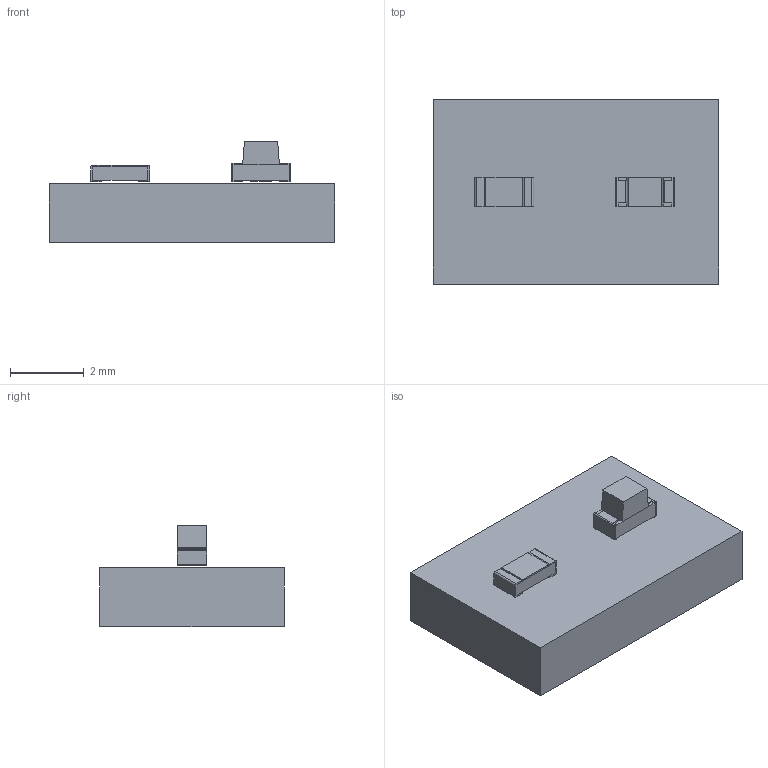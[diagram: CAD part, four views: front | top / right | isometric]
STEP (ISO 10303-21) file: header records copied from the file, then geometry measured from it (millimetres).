
FILE_DESCRIPTION(('KiCad electronic assembly'),'2;1');
FILE_NAME('openSourceProject-3D.step','2024-10-15T12:13:54',('Pcbnew'),( 'Kicad'),'Open CASCADE STEP processor 7.6','KiCad to STEP converter' ,'Unknown');
FILE_SCHEMA(('AUTOMOTIVE_DESIGN { 1 0 10303 214 1 1 1 1 }'));
Length unit declared in the file: millimetre
Products named in the file (6): openSourceProject-3D 1; LED_0603_1608Metric; R_0603_1608Metric; kibot_kx9a3z6y_PCB
Assembly tree (5 placements, depth 3):
  openSourceProject-3D 1
    LED_0603_1608Metric
      LED_0603_1608Metric
    R_0603_1608Metric
      R_0603_1608Metric
    kibot_kx9a3z6y_PCB
Bounding box: 7.75 x 5 x 2.75 mm (x, y, z)
Volume: 63.6 mm3; surface area: 130 mm2
Topology: 3 solids, 3 shells, 82 faces, 213 edges, 138 vertices
Faces by surface type: plane 66, cylinder 16
Entity records: 3117 total; most frequent: CARTESIAN_POINT 439, ORIENTED_EDGE 426, DIRECTION 421, EDGE_CURVE 213, LINE 181, VECTOR 181, VERTEX_POINT 138, AXIS2_PLACEMENT_3D 120
